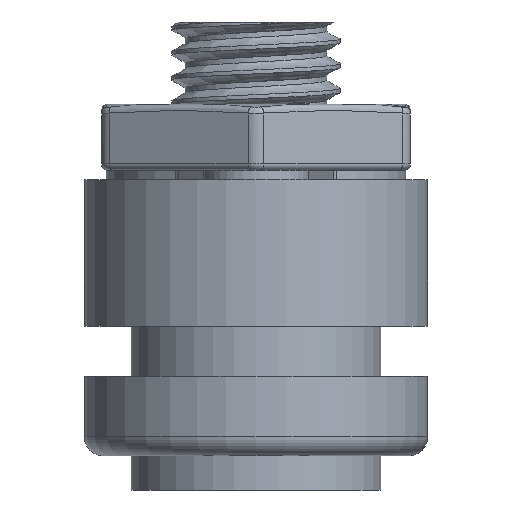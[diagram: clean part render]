
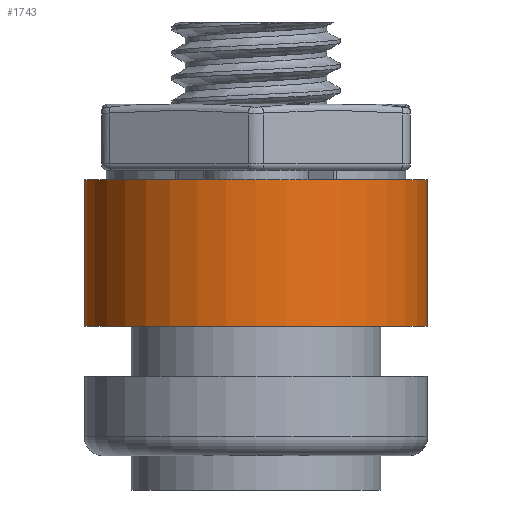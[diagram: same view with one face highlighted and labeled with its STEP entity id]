
A CAD part, front view. The second image highlights one B-rep face of the part: STEP entity #1743.
In plain terms, the highlighted cylindrical face has radius 5.5 mm (diameter 11 mm), a full revolution.
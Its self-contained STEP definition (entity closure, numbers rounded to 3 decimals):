
#138=FACE_OUTER_BOUND('',#255,.T.);
#255=EDGE_LOOP('',(#1373,#1374,#1375,#1376));
#340=CIRCLE('',#1890,5.5);
#341=CIRCLE('',#1891,5.5);
#548=LINE('',#5094,#628);
#628=VECTOR('',#2181,5.5);
#758=VERTEX_POINT('',#5091);
#759=VERTEX_POINT('',#5093);
#971=EDGE_CURVE('',#758,#758,#340,.T.);
#972=EDGE_CURVE('',#758,#759,#548,.T.);
#973=EDGE_CURVE('',#759,#759,#341,.T.);
#1373=ORIENTED_EDGE('',*,*,#971,.F.);
#1374=ORIENTED_EDGE('',*,*,#972,.T.);
#1375=ORIENTED_EDGE('',*,*,#973,.T.);
#1376=ORIENTED_EDGE('',*,*,#972,.F.);
#1670=CYLINDRICAL_SURFACE('',#1889,5.5);
#1743=ADVANCED_FACE('',(#138),#1670,.T.);
#1889=AXIS2_PLACEMENT_3D('',#5090,#2177,#2178);
#1890=AXIS2_PLACEMENT_3D('',#5092,#2179,#2180);
#1891=AXIS2_PLACEMENT_3D('',#5095,#2182,#2183);
#2177=DIRECTION('center_axis',(0.,0.,1.));
#2178=DIRECTION('ref_axis',(1.,0.,0.));
#2179=DIRECTION('center_axis',(0.,0.,1.));
#2180=DIRECTION('ref_axis',(1.,0.,0.));
#2181=DIRECTION('',(0.,0.,-1.));
#2182=DIRECTION('center_axis',(0.,0.,1.));
#2183=DIRECTION('ref_axis',(1.,0.,0.));
#5090=CARTESIAN_POINT('Origin',(0.,0.,5.25));
#5091=CARTESIAN_POINT('',(-5.5,0.,9.95));
#5092=CARTESIAN_POINT('Origin',(0.,0.,9.95));
#5093=CARTESIAN_POINT('',(-5.5,0.,5.25));
#5094=CARTESIAN_POINT('',(-5.5,0.,5.25));
#5095=CARTESIAN_POINT('Origin',(0.,0.,5.25));
